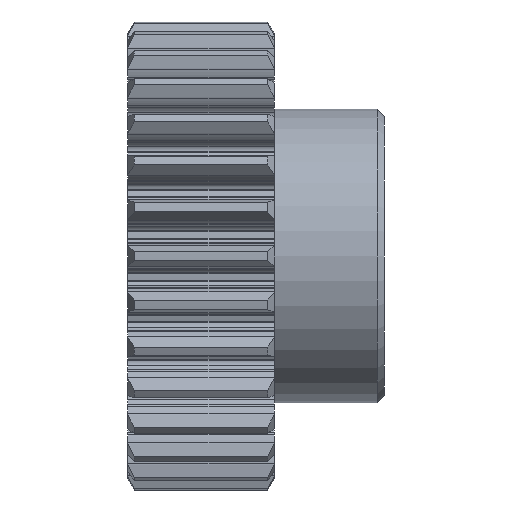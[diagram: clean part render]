
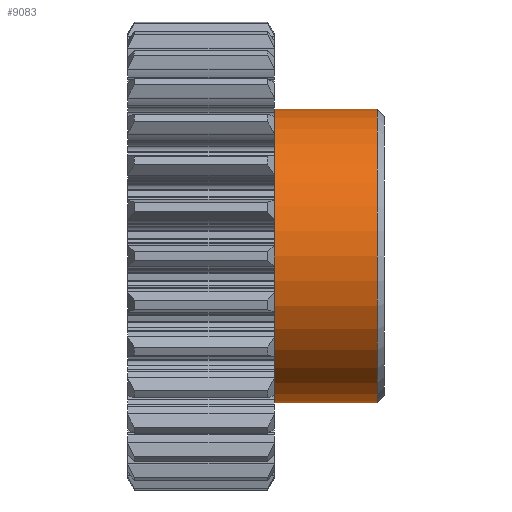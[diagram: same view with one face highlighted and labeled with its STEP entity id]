
A CAD part, front view. The second image highlights one B-rep face of the part: STEP entity #9083.
In plain terms, the highlighted cylindrical face has radius 20 mm (diameter 40 mm), a full revolution.
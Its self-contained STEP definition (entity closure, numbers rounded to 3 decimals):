
#34=VECTOR('',#12870,1.);
#478=LINE('',#16657,#34);
#922=CYLINDRICAL_SURFACE('',#10492,20.);
#2163=VERTEX_POINT('',#15861);
#2547=VERTEX_POINT('',#16658);
#2548=VERTEX_POINT('',#16660);
#3063=CIRCLE('',#10096,20.);
#3457=CIRCLE('',#10493,20.);
#4108=EDGE_CURVE('',#2163,#2163,#3063,.T.);
#4523=EDGE_CURVE('',#2547,#2163,#478,.T.);
#4524=EDGE_CURVE('',#2548,#2547,#3457,.T.);
#4525=EDGE_CURVE('',#2547,#2548,#3457,.T.);
#6096=ORIENTED_EDGE('',*,*,#4523,.T.);
#6097=ORIENTED_EDGE('',*,*,#4108,.T.);
#6098=ORIENTED_EDGE('',*,*,#4523,.F.);
#6099=ORIENTED_EDGE('',*,*,#4524,.F.);
#6100=ORIENTED_EDGE('',*,*,#4525,.F.);
#8065=EDGE_LOOP('',(#6096,#6097,#6098,#6099,#6100));
#8575=FACE_BOUND('',#8065,.T.);
#9083=ADVANCED_FACE('',(#8575),#922,.T.);
#10096=AXIS2_PLACEMENT_3D('',#15860,#12076,#12077);
#10492=AXIS2_PLACEMENT_3D('',#16656,#12868,#12869);
#10493=AXIS2_PLACEMENT_3D('',#16659,#12871,#12872);
#12076=DIRECTION('',(1.,0.,0.));
#12077=DIRECTION('',(0.,0.,-20.));
#12868=DIRECTION('',(1.,0.,0.));
#12869=DIRECTION('',(0.,0.,-20.));
#12870=DIRECTION('',(-1.,0.,0.));
#12871=DIRECTION('',(1.,0.,0.));
#12872=DIRECTION('',(0.,0.,-20.));
#15860=CARTESIAN_POINT('',(20.,0.,0.));
#15861=CARTESIAN_POINT('',(20.,0.,-20.));
#16656=CARTESIAN_POINT('',(35.,0.,0.));
#16657=CARTESIAN_POINT('',(19.,0.,-20.));
#16658=CARTESIAN_POINT('',(34.,0.,-20.));
#16659=CARTESIAN_POINT('',(34.,0.,0.));
#16660=CARTESIAN_POINT('',(34.,0.,20.));
